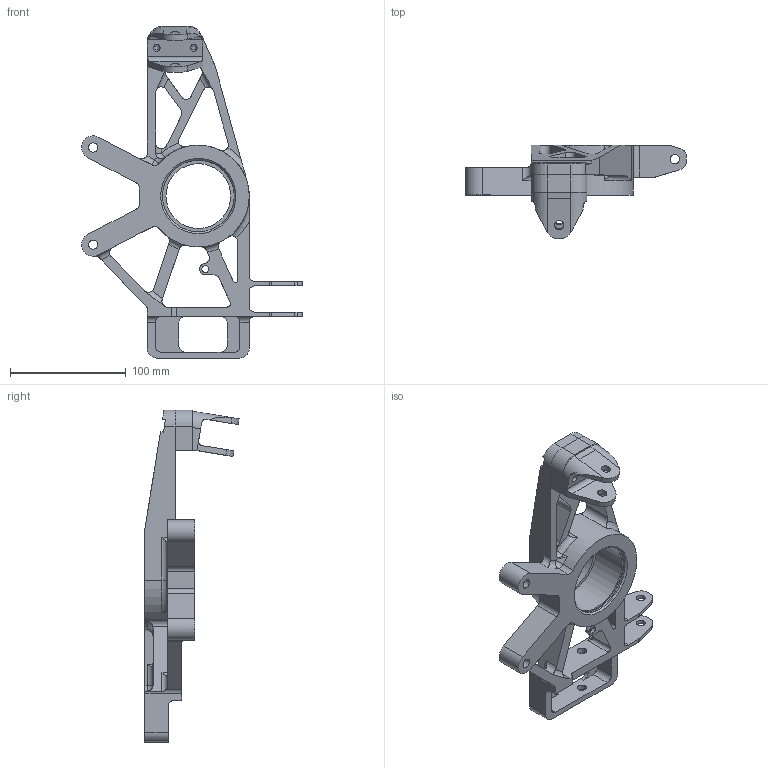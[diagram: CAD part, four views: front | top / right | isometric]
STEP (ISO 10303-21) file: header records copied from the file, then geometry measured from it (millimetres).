
FILE_DESCRIPTION(/* description */ (''),/* implementation_level */ '2;1');
FILE_NAME(/* name */ 'F-Upright2018.stp',/* time_stamp */ '2018-05-19T17:52:05+09:00',/* author */ ('ku_sk'),/* organization */ (''),/* preprocessor_version */ 'ST-DEVELOPER v17',/* originating_system */ 'Autodesk Inventor 2018',/* authorisation */ '');
FILE_SCHEMA (('AUTOMOTIVE_DESIGN { 1 0 10303 214 3 1 1 }'));
Length unit declared in the file: millimetre
Products named in the file (4): F-Upright2018; Part3; Part4; Part2
Assembly tree (3 placements, depth 2):
  F-Upright2018
    Part3
    Part4
    Part2
Bounding box: 190.93 x 81.37 x 287 mm (x, y, z)
Volume: 408424.5 mm3; surface area: 105431.4 mm2
Topology: 3 solids, 3 shells, 204 faces, 626 edges, 418 vertices
Faces by surface type: cylinder 100, plane 90, torus 10, sphere 3, cone 1
Full cylindrical faces by diameter (mm): 6 x7, 8 x8, 56 x1, 62 x2, 65 x1
Entity records: 7517 total; most frequent: CARTESIAN_POINT 1514, DIRECTION 1266, ORIENTED_EDGE 1246, EDGE_CURVE 623, AXIS2_PLACEMENT_3D 462, VERTEX_POINT 418, LINE 342, VECTOR 342
